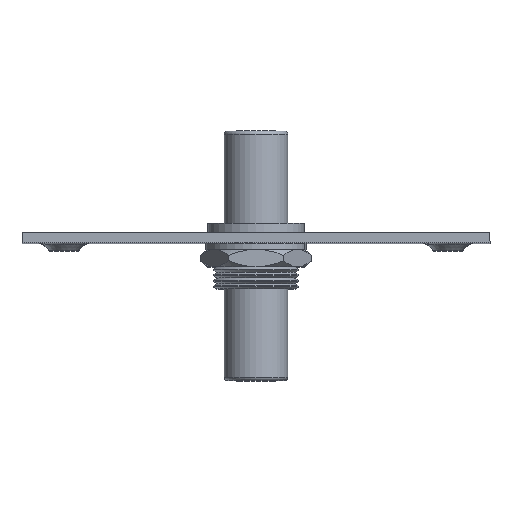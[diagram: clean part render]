
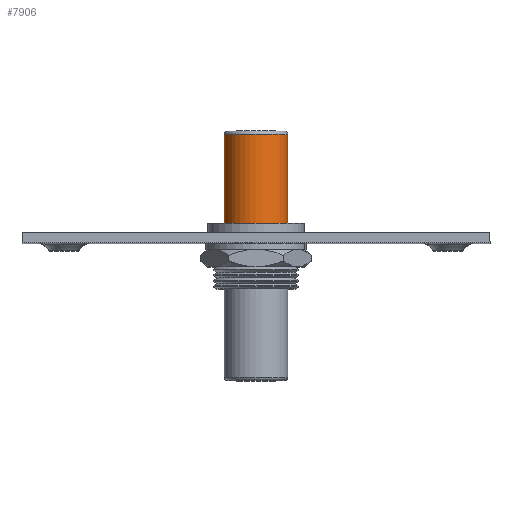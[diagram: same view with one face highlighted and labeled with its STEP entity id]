
A CAD part, top view. The second image highlights one B-rep face of the part: STEP entity #7906.
In plain terms, the highlighted cylindrical face has radius 4.65 mm (diameter 9.3 mm), a partial arc.
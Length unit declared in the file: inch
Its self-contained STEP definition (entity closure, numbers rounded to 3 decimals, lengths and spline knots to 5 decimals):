
#124 = LINE ( 'NONE', #2104, #4646 ) ;
#463 = ORIENTED_EDGE ( 'NONE', *, *, #7497, .F. ) ;
#698 = CIRCLE ( 'NONE', #7721, 0.18307 ) ;
#927 = AXIS2_PLACEMENT_3D ( 'NONE', #7519, #6052, #2619 ) ;
#1190 = VECTOR ( 'NONE', #6712, 39.37008 ) ;
#1451 = CARTESIAN_POINT ( 'NONE',  ( 0., 0.90157, 0. ) ) ;
#1454 = FACE_OUTER_BOUND ( 'NONE', #8665, .T. ) ;
#1794 = CIRCLE ( 'NONE', #927, 0.18307 ) ;
#2104 = CARTESIAN_POINT ( 'NONE',  ( 0.18307, 0.90157, 0. ) ) ;
#2619 = DIRECTION ( 'NONE',  ( -1., 0., 0. ) ) ;
#2655 = CARTESIAN_POINT ( 'NONE',  ( 0.18307, 0., 0. ) ) ;
#2819 = AXIS2_PLACEMENT_3D ( 'NONE', #1451, #2889, #4997 ) ;
#2889 = DIRECTION ( 'NONE',  ( 0., 1., 0. ) ) ;
#2959 = CARTESIAN_POINT ( 'NONE',  ( -0.18307, 0., 0. ) ) ;
#3145 = DIRECTION ( 'NONE',  ( 1., 0., 0. ) ) ;
#3173 = VERTEX_POINT ( 'NONE', #2959 ) ;
#3489 = VERTEX_POINT ( 'NONE', #8201 ) ;
#4093 = ORIENTED_EDGE ( 'NONE', *, *, #5977, .T. ) ;
#4206 = EDGE_CURVE ( 'NONE', #6895, #3173, #8031, .T. ) ;
#4321 = CYLINDRICAL_SURFACE ( 'NONE', #2819, 0.18307 ) ;
#4646 = VECTOR ( 'NONE', #8588, 39.37008 ) ;
#4997 = DIRECTION ( 'NONE',  ( -1., 0., 0. ) ) ;
#5977 = EDGE_CURVE ( 'NONE', #3489, #6895, #698, .T. ) ;
#5981 = CARTESIAN_POINT ( 'NONE',  ( -0.18307, 0.90157, 0. ) ) ;
#6052 = DIRECTION ( 'NONE',  ( 0., 1., 0. ) ) ;
#6439 = CARTESIAN_POINT ( 'NONE',  ( -0.18307, -0.50756, 0. ) ) ;
#6712 = DIRECTION ( 'NONE',  ( 0., 1., 0. ) ) ;
#6895 = VERTEX_POINT ( 'NONE', #6439 ) ;
#6951 = ORIENTED_EDGE ( 'NONE', *, *, #7707, .F. ) ;
#6999 = ORIENTED_EDGE ( 'NONE', *, *, #4206, .T. ) ;
#7262 = CARTESIAN_POINT ( 'NONE',  ( 0., -0.50756, 0. ) ) ;
#7338 = VERTEX_POINT ( 'NONE', #2655 ) ;
#7346 = DIRECTION ( 'NONE',  ( 0., 1., 0. ) ) ;
#7497 = EDGE_CURVE ( 'NONE', #3489, #7338, #124, .T. ) ;
#7519 = CARTESIAN_POINT ( 'NONE',  ( 0., 0., 0. ) ) ;
#7707 = EDGE_CURVE ( 'NONE', #7338, #3173, #1794, .T. ) ;
#7721 = AXIS2_PLACEMENT_3D ( 'NONE', #7262, #7346, #3145 ) ;
#7906 = ADVANCED_FACE ( 'NONE', ( #1454 ), #4321, .T. ) ;
#8031 = LINE ( 'NONE', #5981, #1190 ) ;
#8201 = CARTESIAN_POINT ( 'NONE',  ( 0.18307, -0.50756, 0. ) ) ;
#8588 = DIRECTION ( 'NONE',  ( 0., 1., 0. ) ) ;
#8665 = EDGE_LOOP ( 'NONE', ( #463, #4093, #6999, #6951 ) ) ;
